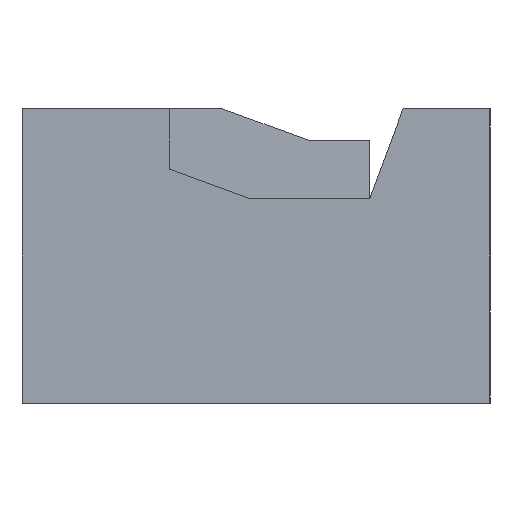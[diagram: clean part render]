
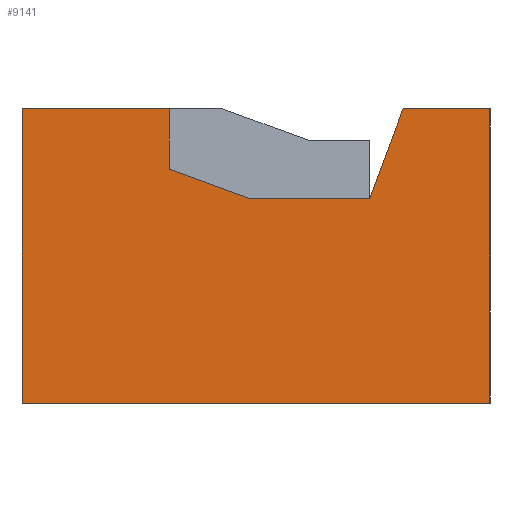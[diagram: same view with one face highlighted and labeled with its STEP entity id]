
A CAD part, left-side view. The second image highlights one B-rep face of the part: STEP entity #9141.
In plain terms, the highlighted planar face has unit normal (-1, 0, 0).
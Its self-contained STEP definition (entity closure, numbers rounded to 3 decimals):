
#1=DIRECTION('',(0.,-1.,0.));
#2=VECTOR('',#1,3.5);
#3=CARTESIAN_POINT('',(-8.4,1.75,-1.1));
#4=LINE('',#3,#2);
#17=DIRECTION('',(0.,0.349,-0.937));
#18=VECTOR('',#17,0.715);
#19=CARTESIAN_POINT('',(-8.4,-1.1,1.1));
#20=LINE('',#19,#18);
#21=DIRECTION('',(0.,0.,1.));
#22=VECTOR('',#21,2.2);
#23=CARTESIAN_POINT('',(-8.4,1.75,-1.1));
#24=LINE('',#23,#22);
#25=DIRECTION('',(0.,0.,-1.));
#26=VECTOR('',#25,0.45);
#27=CARTESIAN_POINT('',(-8.4,0.65,1.1));
#28=LINE('',#27,#26);
#29=DIRECTION('',(0.,0.939,0.345));
#30=VECTOR('',#29,0.639);
#31=CARTESIAN_POINT('',(-8.4,0.05,0.43));
#32=LINE('',#31,#30);
#33=DIRECTION('',(0.,1.,0.));
#34=VECTOR('',#33,0.9);
#35=CARTESIAN_POINT('',(-8.4,-0.85,0.43));
#36=LINE('',#35,#34);
#349=DIRECTION('',(0.,-1.,0.));
#350=VECTOR('',#349,0.65);
#351=CARTESIAN_POINT('',(-8.4,-1.1,1.1));
#352=LINE('',#351,#350);
#381=DIRECTION('',(0.,-1.,0.));
#382=VECTOR('',#381,1.1);
#383=CARTESIAN_POINT('',(-8.4,1.75,1.1));
#384=LINE('',#383,#382);
#613=DIRECTION('',(0.,0.,1.));
#614=VECTOR('',#613,2.2);
#615=CARTESIAN_POINT('',(-8.4,-1.75,-1.1));
#616=LINE('',#615,#614);
#6917=CARTESIAN_POINT('',(-8.4,1.75,-1.1));
#6918=CARTESIAN_POINT('',(-8.4,-1.75,-1.1));
#6919=VERTEX_POINT('',#6917);
#6920=VERTEX_POINT('',#6918);
#6925=CARTESIAN_POINT('',(-8.4,-1.75,1.1));
#6927=VERTEX_POINT('',#6925);
#6930=CARTESIAN_POINT('',(-8.4,1.75,1.1));
#6932=VERTEX_POINT('',#6930);
#6949=CARTESIAN_POINT('',(-8.4,-1.1,1.1));
#6950=CARTESIAN_POINT('',(-8.4,-0.85,0.43));
#6951=VERTEX_POINT('',#6949);
#6952=VERTEX_POINT('',#6950);
#6953=CARTESIAN_POINT('',(-8.4,0.05,0.43));
#6954=VERTEX_POINT('',#6953);
#6955=CARTESIAN_POINT('',(-8.4,0.65,0.65));
#6956=VERTEX_POINT('',#6955);
#6957=CARTESIAN_POINT('',(-8.4,0.65,1.1));
#6958=VERTEX_POINT('',#6957);
#9117=CARTESIAN_POINT('',(-8.4,1.75,-1.1));
#9118=DIRECTION('',(-1.,0.,0.));
#9119=DIRECTION('',(0.,-1.,0.));
#9120=AXIS2_PLACEMENT_3D('',#9117,#9118,#9119);
#9121=PLANE('',#9120);
#9123=ORIENTED_EDGE('',*,*,#9122,.F.);
#9125=ORIENTED_EDGE('',*,*,#9124,.T.);
#9127=ORIENTED_EDGE('',*,*,#9126,.F.);
#9128=ORIENTED_EDGE('',*,*,#9106,.F.);
#9130=ORIENTED_EDGE('',*,*,#9129,.T.);
#9132=ORIENTED_EDGE('',*,*,#9131,.T.);
#9134=ORIENTED_EDGE('',*,*,#9133,.T.);
#9136=ORIENTED_EDGE('',*,*,#9135,.F.);
#9138=ORIENTED_EDGE('',*,*,#9137,.F.);
#9139=EDGE_LOOP('',(#9123,#9125,#9127,#9128,#9130,#9132,#9134,#9136,#9138));
#9140=FACE_OUTER_BOUND('',#9139,.F.);
#9141=ADVANCED_FACE('',(#9140),#9121,.T.);
#9106=EDGE_CURVE('',#6919,#6920,#4,.T.);
#9122=EDGE_CURVE('',#6951,#6952,#20,.T.);
#9124=EDGE_CURVE('',#6951,#6927,#352,.T.);
#9126=EDGE_CURVE('',#6920,#6927,#616,.T.);
#9129=EDGE_CURVE('',#6919,#6932,#24,.T.);
#9131=EDGE_CURVE('',#6932,#6958,#384,.T.);
#9133=EDGE_CURVE('',#6958,#6956,#28,.T.);
#9135=EDGE_CURVE('',#6954,#6956,#32,.T.);
#9137=EDGE_CURVE('',#6952,#6954,#36,.T.);
